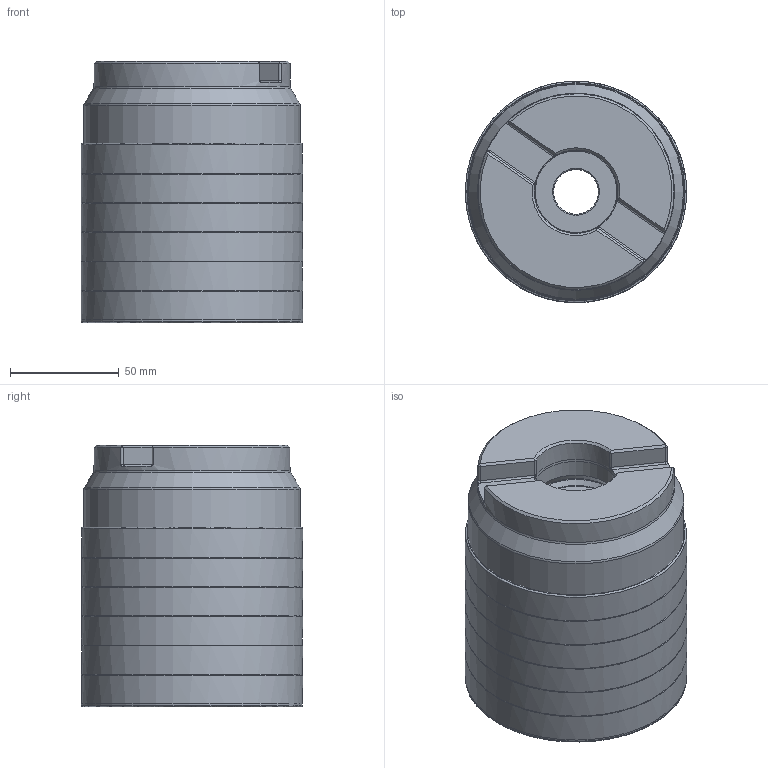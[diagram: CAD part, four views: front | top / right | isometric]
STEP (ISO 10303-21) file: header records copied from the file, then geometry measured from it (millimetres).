
FILE_DESCRIPTION(/* description */ (''),/* implementation_level */ '2;1');
FILE_NAME(/* name */ '202745851ndi000_00.stp',/* time_stamp */ '2019-12-09T13:25:59+01:00',/* author */ (''),/* organization */ (''),/* preprocessor_version */ 'ST-DEVELOPER v16.7',/* originating_system */ 'SIEMENS PLM Software NX 12.0',/* authorisation */ '');
FILE_SCHEMA (('AUTOMOTIVE_DESIGN { 1 0 10303 214 3 1 1 1 }'));
Length unit declared in the file: millimetre
Products named in the file (1): mp5436B4F5788y41
Bounding box: 101.54 x 101.49 x 120 mm (x, y, z)
Volume: 1016795.9 mm3; surface area: 115732.5 mm2
Topology: 2 solids, 2 shells, 114 faces, 274 edges, 160 vertices
Faces by surface type: revolution 32, cylinder 28, cone 21, torus 17, plane 16
Full cylindrical faces by diameter (mm): 20.5 x1, 32 x1, 38.108 x1, 38.3 x1, 90 x1, 99.238 x1
Entity records: 3511 total; most frequent: CARTESIAN_POINT 1255, DIRECTION 446, ORIENTED_EDGE 378, EDGE_CURVE 189, AXIS2_PLACEMENT_3D 185, EDGE_LOOP 178, VERTEX_POINT 139, FACE_BOUND 128
